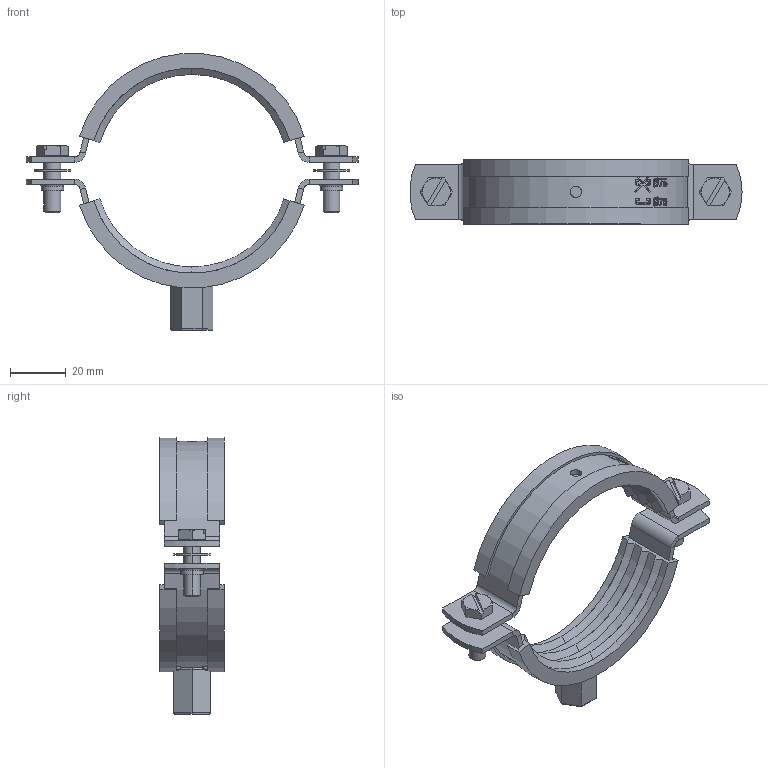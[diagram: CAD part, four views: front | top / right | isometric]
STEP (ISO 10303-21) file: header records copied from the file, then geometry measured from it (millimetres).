
FILE_DESCRIPTION (( 'STEP AP214' ), '1' );
FILE_NAME ('31179070.STEP', '2022-10-27T06:37:15', ( '' ), ( '' ), 'SwSTEP 2.0', 'SolidWorks 2021', '' );
FILE_SCHEMA (( 'AUTOMOTIVE_DESIGN' ));
Length unit declared in the file: millimetre
Products named in the file (8): 9519002599; 9735013060; 8110130075; 31179070; 9541506020; Clamp^8110130075; 9442201841^31179070; 8020130075
Assembly tree (10 placements, depth 3):
  31179070
    8110130075
      Clamp^8110130075
      9519002599
    8020130075
    9541506020  x2
    9735013060  x2
    9442201841^31179070  x2
Bounding box: 118.68 x 23 x 98.94 mm (x, y, z)
Volume: 29662.6 mm3; surface area: 34559.9 mm2
Topology: 9 solids, 9 shells, 498 faces, 1288 edges, 824 vertices
Faces by surface type: plane 159, bspline 154, cylinder 125, cone 48, torus 12
Entity records: 23775 total; most frequent: CARTESIAN_POINT 14446, ORIENTED_EDGE 2178, DIRECTION 1355, EDGE_CURVE 1089, VERTEX_POINT 695, B_SPLINE_CURVE_WITH_KNOTS 522, AXIS2_PLACEMENT_3D 520, EDGE_LOOP 450
